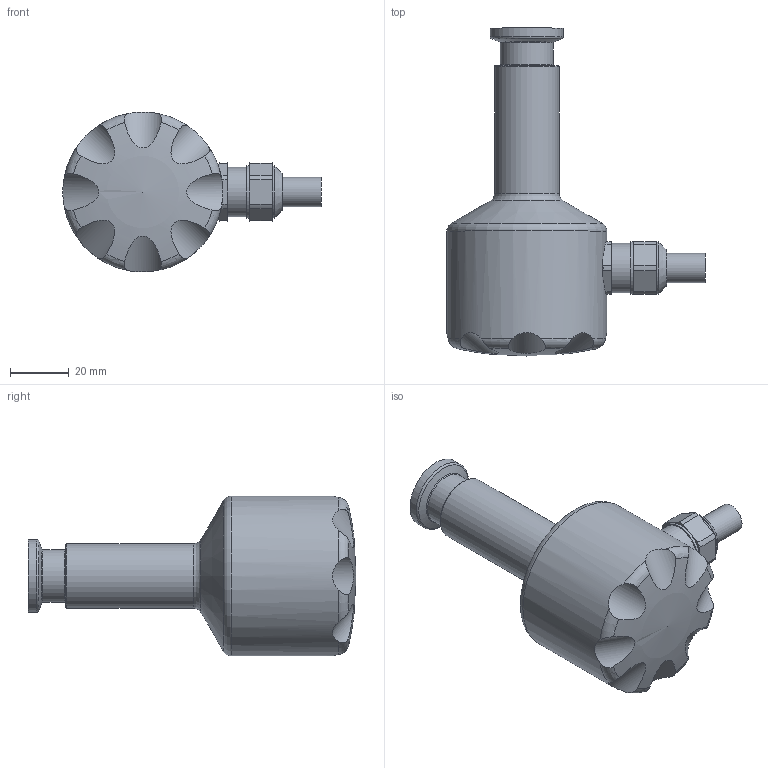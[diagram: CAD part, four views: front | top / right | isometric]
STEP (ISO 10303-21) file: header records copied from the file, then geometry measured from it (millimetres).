
FILE_DESCRIPTION( ( 'Unknown' ), '1' );
FILE_NAME( 'PBMH_xxxxxxxx5452xxx.stp', 'Unknown', ( 'Unknown' ), ( 'Unknown' ), 'PSStep 15.0.49', 'Unknown', ' ' );
FILE_SCHEMA( ( 'AUTOMOTIVE_DESIGN { 1 0 10303 214 1 1 1 1 }' ) );
Length unit declared in the file: millimetre
Products named in the file (1): 11079401
Bounding box: 88.05 x 111.8 x 54.5 mm (x, y, z)
Volume: 134310.1 mm3; surface area: 18754.2 mm2
Topology: 1 solids, 2 shells, 83 faces, 208 edges, 137 vertices
Faces by surface type: cylinder 34, plane 24, torus 17, cone 7, sphere 1
Full cylindrical faces by diameter (mm): 10 x1, 12 x1, 15 x1, 15.8 x1, 16.79 x1, 17.8 x2, 18 x1, 21.7 x1, 22 x1, 24.9 x1, 54.5 x1
Entity records: 3578 total; most frequent: CARTESIAN_POINT 1131, DIRECTION 366, ORIENTED_EDGE 332, EDGE_CURVE 166, AXIS2_PLACEMENT_3D 162, VERTEX_POINT 123, EDGE_LOOP 118, FACE_OUTER_BOUND 104
